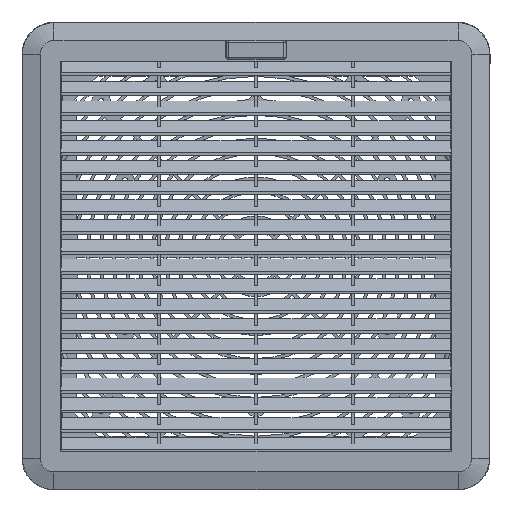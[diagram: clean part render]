
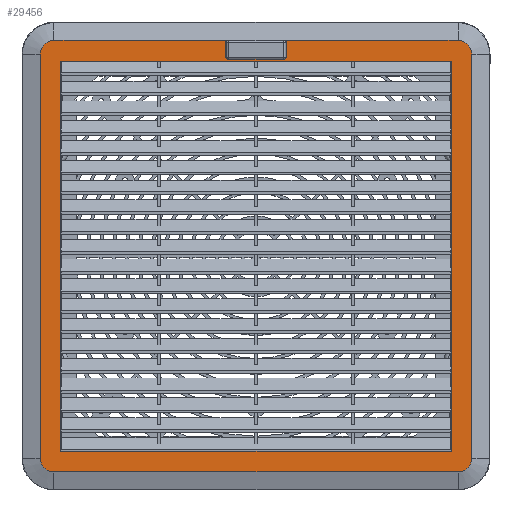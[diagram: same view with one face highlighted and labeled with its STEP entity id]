
A CAD part, top view. The second image highlights one B-rep face of the part: STEP entity #29456.
In plain terms, the highlighted face is planar.
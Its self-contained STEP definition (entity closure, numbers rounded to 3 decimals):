
#2950=LINE('',#48243,#6044);
#2954=LINE('',#48253,#6048);
#3186=LINE('',#48733,#6280);
#3194=LINE('',#48757,#6288);
#3198=LINE('',#48768,#6292);
#3313=LINE('',#48997,#6407);
#3319=LINE('',#49010,#6413);
#3323=LINE('',#49017,#6417);
#3328=LINE('',#49027,#6422);
#3336=LINE('',#49049,#6430);
#3338=LINE('',#49054,#6432);
#3339=LINE('',#49055,#6433);
#6044=VECTOR('',#39126,10.);
#6048=VECTOR('',#39136,10.);
#6280=VECTOR('',#39630,10.);
#6288=VECTOR('',#39654,10.);
#6292=VECTOR('',#39666,10.);
#6407=VECTOR('',#39935,10.);
#6413=VECTOR('',#39951,10.);
#6417=VECTOR('',#39957,10.);
#6422=VECTOR('',#39968,10.);
#6430=VECTOR('',#39998,10.);
#6432=VECTOR('',#40002,10.);
#6433=VECTOR('',#40003,10.);
#7406=FACE_BOUND('',#10690,.T.);
#8812=FACE_OUTER_BOUND('',#10689,.T.);
#10689=EDGE_LOOP('',(#27170,#27171,#27172,#27173,#27174,#27175,#27176,#27177,
#27178,#27179,#27180,#27181,#27182,#27183,#27184,#27185));
#10690=EDGE_LOOP('',(#27186,#27187,#27188,#27189));
#11711=CIRCLE('',#31734,7.312);
#11712=CIRCLE('',#31737,7.312);
#11722=CIRCLE('',#31864,1.);
#11724=CIRCLE('',#31868,1.);
#11726=CIRCLE('',#31872,1.);
#11728=CIRCLE('',#31876,1.);
#11730=CIRCLE('',#31968,7.312);
#11733=CIRCLE('',#31982,7.312);
#14328=VERTEX_POINT('',#48240);
#14329=VERTEX_POINT('',#48242);
#14330=VERTEX_POINT('',#48246);
#14332=VERTEX_POINT('',#48251);
#14334=VERTEX_POINT('',#48257);
#14439=VERTEX_POINT('',#48723);
#14440=VERTEX_POINT('',#48724);
#14443=VERTEX_POINT('',#48732);
#14445=VERTEX_POINT('',#48738);
#14447=VERTEX_POINT('',#48744);
#14449=VERTEX_POINT('',#48750);
#14451=VERTEX_POINT('',#48756);
#14453=VERTEX_POINT('',#48762);
#14490=VERTEX_POINT('',#48993);
#14491=VERTEX_POINT('',#48995);
#14493=VERTEX_POINT('',#49009);
#14495=VERTEX_POINT('',#49015);
#14497=VERTEX_POINT('',#49025);
#14499=VERTEX_POINT('',#49034);
#14502=VERTEX_POINT('',#49052);
#18309=EDGE_CURVE('',#14328,#14329,#2950,.T.);
#18312=EDGE_CURVE('',#14330,#14328,#11711,.T.);
#18314=EDGE_CURVE('',#14332,#14330,#2954,.T.);
#18317=EDGE_CURVE('',#14334,#14332,#11712,.T.);
#18558=EDGE_CURVE('',#14439,#14440,#11722,.T.);
#18562=EDGE_CURVE('',#14443,#14439,#3186,.T.);
#18565=EDGE_CURVE('',#14445,#14443,#11724,.T.);
#18571=EDGE_CURVE('',#14449,#14447,#11726,.T.);
#18574=EDGE_CURVE('',#14451,#14449,#3194,.T.);
#18577=EDGE_CURVE('',#14453,#14451,#11728,.T.);
#18580=EDGE_CURVE('',#14440,#14453,#3198,.T.);
#18695=EDGE_CURVE('',#14490,#14491,#3313,.T.);
#18701=EDGE_CURVE('',#14493,#14490,#3319,.T.);
#18705=EDGE_CURVE('',#14491,#14495,#3323,.T.);
#18710=EDGE_CURVE('',#14497,#14334,#3328,.T.);
#18714=EDGE_CURVE('',#14499,#14497,#11730,.T.);
#18721=EDGE_CURVE('',#14495,#14493,#3336,.T.);
#18723=EDGE_CURVE('',#14502,#14447,#3338,.T.);
#18724=EDGE_CURVE('',#14445,#14499,#3339,.T.);
#18730=EDGE_CURVE('',#14329,#14502,#11733,.T.);
#27170=ORIENTED_EDGE('',*,*,#18571,.T.);
#27171=ORIENTED_EDGE('',*,*,#18723,.F.);
#27172=ORIENTED_EDGE('',*,*,#18730,.F.);
#27173=ORIENTED_EDGE('',*,*,#18309,.F.);
#27174=ORIENTED_EDGE('',*,*,#18312,.F.);
#27175=ORIENTED_EDGE('',*,*,#18314,.F.);
#27176=ORIENTED_EDGE('',*,*,#18317,.F.);
#27177=ORIENTED_EDGE('',*,*,#18710,.F.);
#27178=ORIENTED_EDGE('',*,*,#18714,.F.);
#27179=ORIENTED_EDGE('',*,*,#18724,.F.);
#27180=ORIENTED_EDGE('',*,*,#18565,.T.);
#27181=ORIENTED_EDGE('',*,*,#18562,.T.);
#27182=ORIENTED_EDGE('',*,*,#18558,.T.);
#27183=ORIENTED_EDGE('',*,*,#18580,.T.);
#27184=ORIENTED_EDGE('',*,*,#18577,.T.);
#27185=ORIENTED_EDGE('',*,*,#18574,.T.);
#27186=ORIENTED_EDGE('',*,*,#18721,.T.);
#27187=ORIENTED_EDGE('',*,*,#18701,.T.);
#27188=ORIENTED_EDGE('',*,*,#18695,.T.);
#27189=ORIENTED_EDGE('',*,*,#18705,.T.);
#28049=PLANE('',#31988);
#29456=ADVANCED_FACE('',(#8812,#7406),#28049,.T.);
#31734=AXIS2_PLACEMENT_3D('',#48248,#39131,#39132);
#31737=AXIS2_PLACEMENT_3D('',#48259,#39141,#39142);
#31864=AXIS2_PLACEMENT_3D('',#48725,#39622,#39623);
#31868=AXIS2_PLACEMENT_3D('',#48739,#39635,#39636);
#31872=AXIS2_PLACEMENT_3D('',#48751,#39647,#39648);
#31876=AXIS2_PLACEMENT_3D('',#48763,#39659,#39660);
#31968=AXIS2_PLACEMENT_3D('',#49036,#39978,#39979);
#31982=AXIS2_PLACEMENT_3D('',#49067,#40019,#40020);
#31988=AXIS2_PLACEMENT_3D('',#49074,#40032,#40033);
#39126=DIRECTION('',(0.,0.,-1.));
#39131=DIRECTION('center_axis',(0.,-1.,0.));
#39132=DIRECTION('ref_axis',(0.,0.,1.));
#39136=DIRECTION('',(-1.,0.,0.));
#39141=DIRECTION('center_axis',(0.,-1.,0.));
#39142=DIRECTION('ref_axis',(1.,0.,0.));
#39622=DIRECTION('center_axis',(0.,-1.,0.));
#39623=DIRECTION('ref_axis',(0.,0.,1.));
#39630=DIRECTION('',(0.,0.,1.));
#39635=DIRECTION('center_axis',(0.,-1.,0.));
#39636=DIRECTION('ref_axis',(1.,0.,0.));
#39647=DIRECTION('center_axis',(0.,-1.,0.));
#39648=DIRECTION('ref_axis',(0.,0.,-1.));
#39654=DIRECTION('',(0.,0.,-1.));
#39659=DIRECTION('center_axis',(0.,-1.,0.));
#39660=DIRECTION('ref_axis',(-1.,0.,0.));
#39666=DIRECTION('',(-1.,0.,0.));
#39935=DIRECTION('',(-1.,0.,0.));
#39951=DIRECTION('',(0.,0.,1.));
#39957=DIRECTION('',(0.,0.,-1.));
#39968=DIRECTION('',(0.,0.,1.));
#39978=DIRECTION('center_axis',(0.,-1.,0.));
#39979=DIRECTION('ref_axis',(0.,0.,-1.));
#39998=DIRECTION('',(1.,0.,0.));
#40002=DIRECTION('',(1.,0.,0.));
#40003=DIRECTION('',(1.,0.,0.));
#40019=DIRECTION('center_axis',(0.,-1.,0.));
#40020=DIRECTION('ref_axis',(-1.,0.,0.));
#40032=DIRECTION('center_axis',(0.,1.,0.));
#40033=DIRECTION('ref_axis',(1.,0.,0.));
#48240=CARTESIAN_POINT('',(-114.812,13.136,107.5));
#48242=CARTESIAN_POINT('',(-114.812,13.136,-107.5));
#48243=CARTESIAN_POINT('',(-114.812,13.136,107.5));
#48246=CARTESIAN_POINT('',(-107.5,13.136,114.812));
#48248=CARTESIAN_POINT('Origin',(-107.5,13.136,107.5));
#48251=CARTESIAN_POINT('',(107.5,13.136,114.812));
#48253=CARTESIAN_POINT('',(107.5,13.136,114.812));
#48257=CARTESIAN_POINT('',(114.812,13.136,107.5));
#48259=CARTESIAN_POINT('Origin',(107.5,13.136,107.5));
#48723=CARTESIAN_POINT('',(16.,13.136,-105.812));
#48724=CARTESIAN_POINT('',(15.,13.136,-104.812));
#48725=CARTESIAN_POINT('Origin',(15.,13.136,-105.812));
#48732=CARTESIAN_POINT('',(16.,13.136,-113.812));
#48733=CARTESIAN_POINT('',(16.,13.136,-3.156));
#48738=CARTESIAN_POINT('',(15.,13.136,-114.812));
#48739=CARTESIAN_POINT('Origin',(15.,13.136,-113.812));
#48744=CARTESIAN_POINT('',(-15.,13.136,-114.812));
#48750=CARTESIAN_POINT('',(-16.,13.136,-113.812));
#48751=CARTESIAN_POINT('Origin',(-15.,13.136,-113.812));
#48756=CARTESIAN_POINT('',(-16.,13.136,-105.812));
#48757=CARTESIAN_POINT('',(-16.,13.136,0.844));
#48762=CARTESIAN_POINT('',(-15.,13.136,-104.812));
#48763=CARTESIAN_POINT('Origin',(-15.,13.136,-105.812));
#48768=CARTESIAN_POINT('',(-49.906,13.136,-104.812));
#48993=CARTESIAN_POINT('',(103.812,13.136,103.812));
#48995=CARTESIAN_POINT('',(-103.812,13.136,103.812));
#48997=CARTESIAN_POINT('',(107.5,13.136,103.812));
#49009=CARTESIAN_POINT('',(103.812,13.136,-103.812));
#49010=CARTESIAN_POINT('',(103.812,13.136,-107.5));
#49015=CARTESIAN_POINT('',(-103.812,13.136,-103.812));
#49017=CARTESIAN_POINT('',(-103.812,13.136,107.5));
#49025=CARTESIAN_POINT('',(114.812,13.136,-107.5));
#49027=CARTESIAN_POINT('',(114.812,13.136,-107.5));
#49034=CARTESIAN_POINT('',(107.5,13.136,-114.812));
#49036=CARTESIAN_POINT('Origin',(107.5,13.136,-107.5));
#49049=CARTESIAN_POINT('',(-107.5,13.136,-103.812));
#49052=CARTESIAN_POINT('',(-107.5,13.136,-114.812));
#49054=CARTESIAN_POINT('',(-107.5,13.136,-114.812));
#49055=CARTESIAN_POINT('',(-107.5,13.136,-114.812));
#49067=CARTESIAN_POINT('Origin',(-107.5,13.136,-107.5));
#49074=CARTESIAN_POINT('Origin',(-114.812,13.136,107.5));
